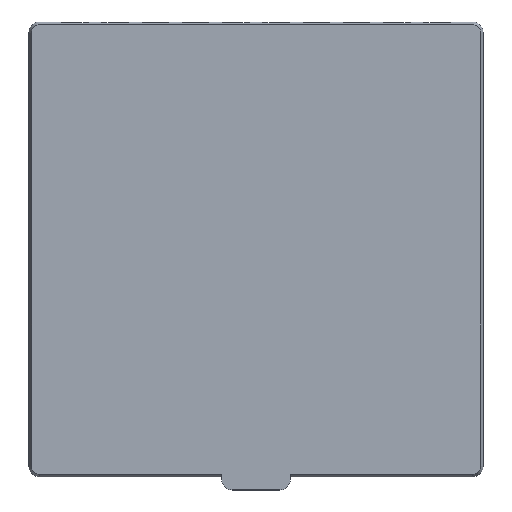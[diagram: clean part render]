
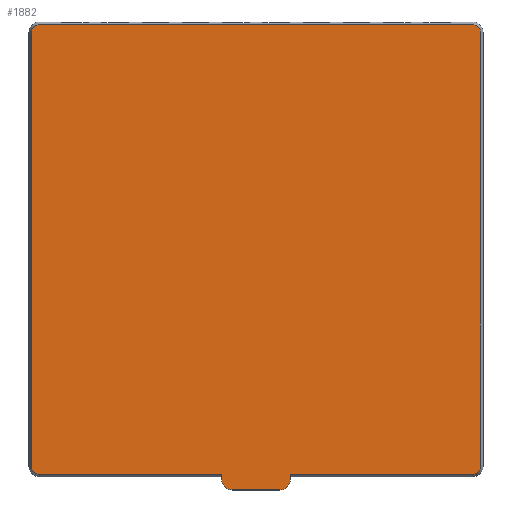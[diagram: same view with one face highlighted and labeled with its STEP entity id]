
A CAD part, top view. The second image highlights one B-rep face of the part: STEP entity #1882.
In plain terms, the highlighted planar face has unit normal (0, 0, 1).
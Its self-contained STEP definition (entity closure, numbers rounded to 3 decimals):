
#32=PLANE('',#2011);
#105=FACE_OUTER_BOUND('',#208,.T.);
#208=EDGE_LOOP('',(#1326,#1327,#1328,#1329,#1330,#1331,#1332,#1333,#1334,
#1335,#1336,#1337,#1338,#1339));
#308=LINE('',#2716,#534);
#313=LINE('',#2729,#539);
#314=LINE('',#2732,#540);
#324=LINE('',#2753,#550);
#325=LINE('',#2756,#551);
#327=LINE('',#2762,#553);
#328=LINE('',#2766,#554);
#329=LINE('',#2770,#555);
#534=VECTOR('',#2172,10.);
#539=VECTOR('',#2185,10.);
#540=VECTOR('',#2188,10.);
#550=VECTOR('',#2206,10.);
#551=VECTOR('',#2209,10.);
#553=VECTOR('',#2215,10.);
#554=VECTOR('',#2218,10.);
#555=VECTOR('',#2221,10.);
#755=CIRCLE('',#1997,2.);
#757=CIRCLE('',#2002,2.);
#760=CIRCLE('',#2012,1.5);
#761=CIRCLE('',#2013,1.5);
#762=CIRCLE('',#2014,1.5);
#763=CIRCLE('',#2015,1.5);
#814=VERTEX_POINT('',#2699);
#815=VERTEX_POINT('',#2701);
#820=VERTEX_POINT('',#2715);
#821=VERTEX_POINT('',#2719);
#824=VERTEX_POINT('',#2727);
#825=VERTEX_POINT('',#2731);
#832=VERTEX_POINT('',#2751);
#833=VERTEX_POINT('',#2755);
#834=VERTEX_POINT('',#2759);
#835=VERTEX_POINT('',#2761);
#836=VERTEX_POINT('',#2763);
#837=VERTEX_POINT('',#2765);
#838=VERTEX_POINT('',#2767);
#839=VERTEX_POINT('',#2769);
#998=EDGE_CURVE('',#814,#815,#755,.T.);
#1005=EDGE_CURVE('',#820,#815,#308,.T.);
#1007=EDGE_CURVE('',#820,#821,#757,.T.);
#1012=EDGE_CURVE('',#814,#824,#313,.T.);
#1013=EDGE_CURVE('',#825,#821,#314,.T.);
#1024=EDGE_CURVE('',#832,#824,#324,.T.);
#1025=EDGE_CURVE('',#825,#833,#325,.T.);
#1027=EDGE_CURVE('',#834,#832,#760,.T.);
#1028=EDGE_CURVE('',#835,#834,#327,.T.);
#1029=EDGE_CURVE('',#836,#835,#761,.T.);
#1030=EDGE_CURVE('',#837,#836,#328,.T.);
#1031=EDGE_CURVE('',#838,#837,#762,.T.);
#1032=EDGE_CURVE('',#839,#838,#329,.T.);
#1033=EDGE_CURVE('',#833,#839,#763,.T.);
#1326=ORIENTED_EDGE('',*,*,#998,.F.);
#1327=ORIENTED_EDGE('',*,*,#1012,.T.);
#1328=ORIENTED_EDGE('',*,*,#1024,.F.);
#1329=ORIENTED_EDGE('',*,*,#1027,.F.);
#1330=ORIENTED_EDGE('',*,*,#1028,.F.);
#1331=ORIENTED_EDGE('',*,*,#1029,.F.);
#1332=ORIENTED_EDGE('',*,*,#1030,.F.);
#1333=ORIENTED_EDGE('',*,*,#1031,.F.);
#1334=ORIENTED_EDGE('',*,*,#1032,.F.);
#1335=ORIENTED_EDGE('',*,*,#1033,.F.);
#1336=ORIENTED_EDGE('',*,*,#1025,.F.);
#1337=ORIENTED_EDGE('',*,*,#1013,.T.);
#1338=ORIENTED_EDGE('',*,*,#1007,.F.);
#1339=ORIENTED_EDGE('',*,*,#1005,.T.);
#1882=ADVANCED_FACE('',(#105),#32,.T.);
#1997=AXIS2_PLACEMENT_3D('',#2702,#2159,#2160);
#2002=AXIS2_PLACEMENT_3D('',#2720,#2176,#2177);
#2011=AXIS2_PLACEMENT_3D('',#2758,#2211,#2212);
#2012=AXIS2_PLACEMENT_3D('',#2760,#2213,#2214);
#2013=AXIS2_PLACEMENT_3D('',#2764,#2216,#2217);
#2014=AXIS2_PLACEMENT_3D('',#2768,#2219,#2220);
#2015=AXIS2_PLACEMENT_3D('',#2771,#2222,#2223);
#2159=DIRECTION('center_axis',(0.,0.,-1.));
#2160=DIRECTION('ref_axis',(0.707,-0.707,0.));
#2172=DIRECTION('',(1.,0.,0.));
#2176=DIRECTION('center_axis',(0.,0.,-1.));
#2177=DIRECTION('ref_axis',(-0.707,-0.707,0.));
#2185=DIRECTION('',(0.,1.,0.));
#2188=DIRECTION('',(0.,-1.,0.));
#2206=DIRECTION('',(-1.,0.,0.));
#2209=DIRECTION('',(-1.,0.,0.));
#2211=DIRECTION('center_axis',(0.,0.,1.));
#2212=DIRECTION('ref_axis',(1.,0.,0.));
#2213=DIRECTION('center_axis',(0.,0.,-1.));
#2214=DIRECTION('ref_axis',(0.707,-0.707,0.));
#2215=DIRECTION('',(0.,-1.,0.));
#2216=DIRECTION('center_axis',(0.,0.,-1.));
#2217=DIRECTION('ref_axis',(0.707,0.707,0.));
#2218=DIRECTION('',(1.,0.,0.));
#2219=DIRECTION('center_axis',(0.,0.,-1.));
#2220=DIRECTION('ref_axis',(-0.707,0.707,0.));
#2221=DIRECTION('',(0.,1.,0.));
#2222=DIRECTION('center_axis',(0.,0.,-1.));
#2223=DIRECTION('ref_axis',(-0.707,-0.707,0.));
#2699=CARTESIAN_POINT('',(6.5,-44.,-0.5));
#2701=CARTESIAN_POINT('',(4.5,-46.,-0.5));
#2702=CARTESIAN_POINT('Origin',(4.5,-44.,-0.5));
#2715=CARTESIAN_POINT('',(-4.5,-46.,-0.5));
#2716=CARTESIAN_POINT('',(-6.5,-46.,-0.5));
#2719=CARTESIAN_POINT('',(-6.5,-44.,-0.5));
#2720=CARTESIAN_POINT('Origin',(-4.5,-44.,-0.5));
#2727=CARTESIAN_POINT('',(6.5,-43.,-0.5));
#2729=CARTESIAN_POINT('',(6.5,-46.,-0.5));
#2731=CARTESIAN_POINT('',(-6.5,-43.,-0.5));
#2732=CARTESIAN_POINT('',(-6.5,-40.,-0.5));
#2751=CARTESIAN_POINT('',(41.,-43.,-0.5));
#2753=CARTESIAN_POINT('',(20.75,-43.,-0.5));
#2755=CARTESIAN_POINT('',(-41.,-43.,-0.5));
#2756=CARTESIAN_POINT('',(20.75,-43.,-0.5));
#2758=CARTESIAN_POINT('Origin',(0.,0.,
-0.5));
#2759=CARTESIAN_POINT('',(42.5,-41.5,-0.5));
#2760=CARTESIAN_POINT('Origin',(41.,-41.5,-0.5));
#2761=CARTESIAN_POINT('',(42.5,40.6,-0.5));
#2762=CARTESIAN_POINT('',(42.5,20.75,-0.5));
#2763=CARTESIAN_POINT('',(41.,42.1,-0.5));
#2764=CARTESIAN_POINT('Origin',(41.,40.6,-0.5));
#2765=CARTESIAN_POINT('',(-41.,42.1,-0.5));
#2766=CARTESIAN_POINT('',(-20.75,42.1,-0.5));
#2767=CARTESIAN_POINT('',(-42.5,40.6,-0.5));
#2768=CARTESIAN_POINT('Origin',(-41.,40.6,-0.5));
#2769=CARTESIAN_POINT('',(-42.5,-41.5,-0.5));
#2770=CARTESIAN_POINT('',(-42.5,-20.75,-0.5));
#2771=CARTESIAN_POINT('Origin',(-41.,-41.5,-0.5));
